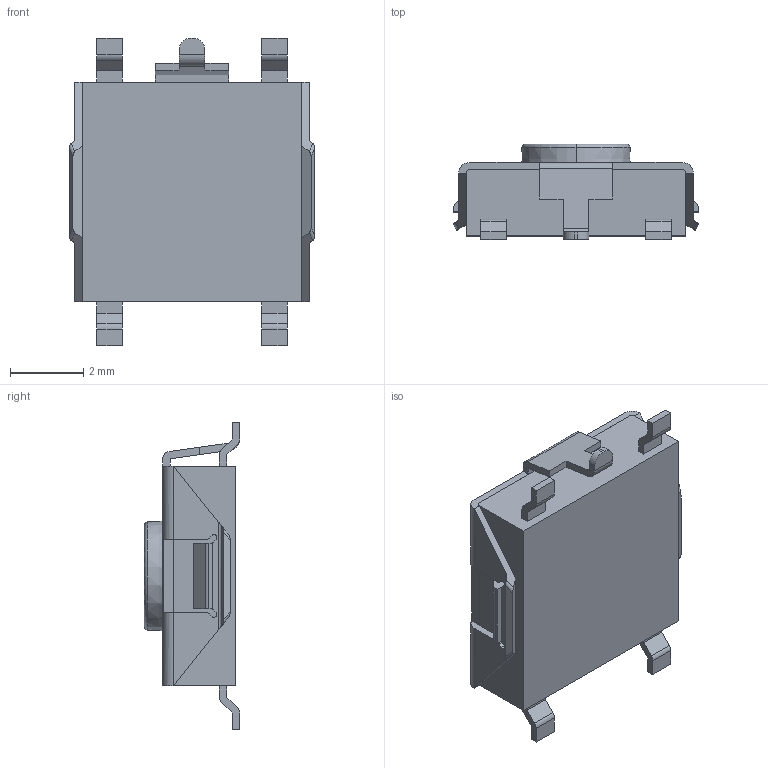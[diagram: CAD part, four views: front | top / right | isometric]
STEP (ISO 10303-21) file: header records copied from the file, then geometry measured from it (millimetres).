
FILE_DESCRIPTION (( 'STEP AP214' ), '1' );
FILE_NAME ('CUI_DEVICES_TS06-667-25-BK-160-G-SMT-TR.step', '2021-12-18T19:23:17', ( '' ), ( '' ), 'SwSTEP 2.0', 'SolidWorks 2021', '' );
FILE_SCHEMA (( 'AUTOMOTIVE_DESIGN' ));
Length unit declared in the file: inch
Products named in the file (1): CUI_DEVICES_TS06-667-25-BK-160-G-SMT-TR
Bounding box: 6.7 x 2.6 x 8.4 mm (x, y, z)
Volume: 79.1 mm3; surface area: 242.6 mm2
Topology: 7 solids, 7 shells, 151 faces, 403 edges, 264 vertices
Faces by surface type: plane 104, cylinder 43, cone 2, torus 2
Entity records: 4789 total; most frequent: CARTESIAN_POINT 855, ORIENTED_EDGE 806, DIRECTION 781, EDGE_CURVE 403, LINE 305, VECTOR 305, VERTEX_POINT 264, AXIS2_PLACEMENT_3D 238
